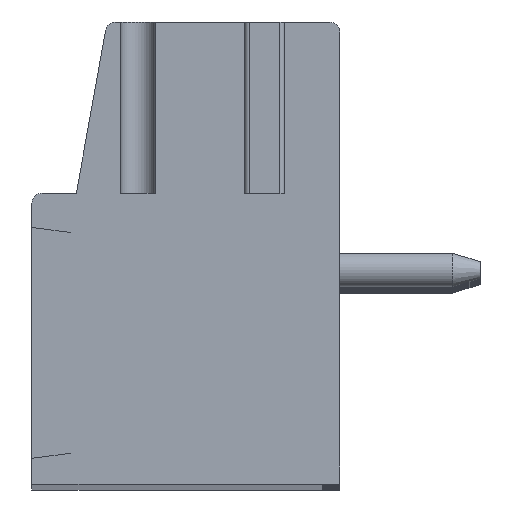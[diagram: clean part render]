
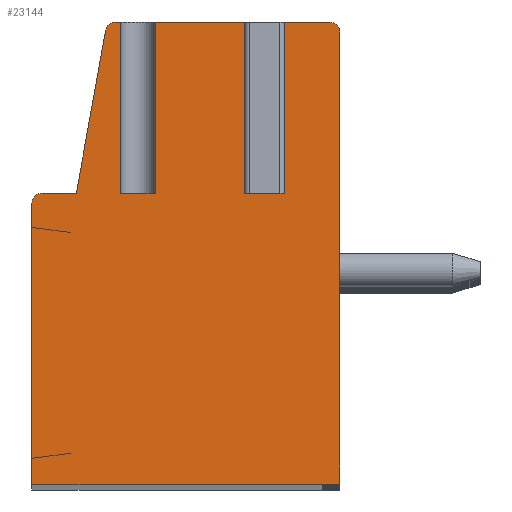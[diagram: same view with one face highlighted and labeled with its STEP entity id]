
A CAD part, top view. The second image highlights one B-rep face of the part: STEP entity #23144.
In plain terms, the highlighted planar face has unit normal (0, 0, 1).
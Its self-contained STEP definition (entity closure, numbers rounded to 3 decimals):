
#52=DIRECTION('',(1.,0.,0.));
#53=VECTOR('',#52,1.);
#54=CARTESIAN_POINT('',(-1.9,3.36,97.5));
#55=LINE('',#54,#53);
#56=DIRECTION('',(0.,1.,0.));
#57=VECTOR('',#56,5.);
#58=CARTESIAN_POINT('',(-0.9,3.36,97.5));
#59=LINE('',#58,#57);
#60=DIRECTION('',(-1.,0.,0.));
#61=VECTOR('',#60,2.8);
#62=CARTESIAN_POINT('',(1.9,8.36,97.5));
#63=LINE('',#62,#61);
#64=DIRECTION('',(0.,1.,0.));
#65=VECTOR('',#64,5.);
#66=CARTESIAN_POINT('',(1.9,3.36,97.5));
#67=LINE('',#66,#65);
#68=DIRECTION('',(1.,0.,0.));
#69=VECTOR('',#68,0.8);
#70=CARTESIAN_POINT('',(1.9,3.36,97.5));
#71=LINE('',#70,#69);
#72=DIRECTION('',(0.,1.,0.));
#73=VECTOR('',#72,5.);
#74=CARTESIAN_POINT('',(2.7,3.36,97.5));
#75=LINE('',#74,#73);
#76=DIRECTION('',(-1.,0.,0.));
#77=VECTOR('',#76,1.5);
#78=CARTESIAN_POINT('',(4.2,8.36,97.5));
#79=LINE('',#78,#77);
#80=CARTESIAN_POINT('',(4.2,8.06,97.5));
#81=DIRECTION('',(0.,0.,1.));
#82=DIRECTION('',(1.,0.,0.));
#83=AXIS2_PLACEMENT_3D('',#80,#81,#82);
#85=DIRECTION('',(0.,1.,0.));
#86=VECTOR('',#85,13.2);
#87=CARTESIAN_POINT('',(4.5,-5.14,97.5));
#88=LINE('',#87,#86);
#89=DIRECTION('',(1.,0.,0.));
#90=VECTOR('',#89,9.);
#91=CARTESIAN_POINT('',(-4.5,-5.14,97.5));
#92=LINE('',#91,#90);
#93=DIRECTION('',(0.,-1.,0.));
#94=VECTOR('',#93,8.2);
#95=CARTESIAN_POINT('',(-4.5,3.06,97.5));
#96=LINE('',#95,#94);
#97=CARTESIAN_POINT('',(-4.2,3.06,97.5));
#98=DIRECTION('',(0.,0.,1.));
#99=DIRECTION('',(0.,1.,0.));
#100=AXIS2_PLACEMENT_3D('',#97,#98,#99);
#102=DIRECTION('',(-1.,0.,0.));
#103=VECTOR('',#102,1.);
#104=CARTESIAN_POINT('',(-3.2,3.36,97.5));
#105=LINE('',#104,#103);
#106=DIRECTION('',(-0.177,-0.984,0.));
#107=VECTOR('',#106,4.829);
#108=CARTESIAN_POINT('',(-2.345,8.113,97.5));
#109=LINE('',#108,#107);
#110=CARTESIAN_POINT('',(-2.05,8.06,97.5));
#111=DIRECTION('',(0.,0.,1.));
#112=DIRECTION('',(0.,1.,0.));
#113=AXIS2_PLACEMENT_3D('',#110,#111,#112);
#115=DIRECTION('',(-1.,0.,0.));
#116=VECTOR('',#115,0.15);
#117=CARTESIAN_POINT('',(-1.9,8.36,97.5));
#118=LINE('',#117,#116);
#119=DIRECTION('',(0.,1.,0.));
#120=VECTOR('',#119,5.);
#121=CARTESIAN_POINT('',(-1.9,3.36,97.5));
#122=LINE('',#121,#120);
#17958=CARTESIAN_POINT('',(4.5,-5.14,97.5));
#17959=CARTESIAN_POINT('',(4.5,8.06,97.5));
#17960=VERTEX_POINT('',#17958);
#17961=VERTEX_POINT('',#17959);
#17962=CARTESIAN_POINT('',(4.2,8.36,97.5));
#17963=VERTEX_POINT('',#17962);
#17964=CARTESIAN_POINT('',(-2.05,8.36,97.5));
#17965=CARTESIAN_POINT('',(-2.345,8.113,97.5));
#17966=VERTEX_POINT('',#17964);
#17967=VERTEX_POINT('',#17965);
#17968=CARTESIAN_POINT('',(-3.2,3.36,97.5));
#17969=VERTEX_POINT('',#17968);
#17970=CARTESIAN_POINT('',(-4.2,3.36,97.5));
#17971=VERTEX_POINT('',#17970);
#17972=CARTESIAN_POINT('',(-4.5,3.06,97.5));
#17973=VERTEX_POINT('',#17972);
#17974=CARTESIAN_POINT('',(-4.5,-5.14,97.5));
#17975=VERTEX_POINT('',#17974);
#18263=CARTESIAN_POINT('',(1.9,3.36,97.5));
#18264=CARTESIAN_POINT('',(2.7,3.36,97.5));
#18265=VERTEX_POINT('',#18263);
#18266=VERTEX_POINT('',#18264);
#18267=CARTESIAN_POINT('',(2.7,8.36,97.5));
#18268=VERTEX_POINT('',#18267);
#18269=CARTESIAN_POINT('',(1.9,8.36,97.5));
#18270=VERTEX_POINT('',#18269);
#18291=CARTESIAN_POINT('',(-1.9,3.36,97.5));
#18292=CARTESIAN_POINT('',(-0.9,3.36,97.5));
#18293=VERTEX_POINT('',#18291);
#18294=VERTEX_POINT('',#18292);
#18295=CARTESIAN_POINT('',(-0.9,8.36,97.5));
#18296=VERTEX_POINT('',#18295);
#18297=CARTESIAN_POINT('',(-1.9,8.36,97.5));
#18298=VERTEX_POINT('',#18297);
#23103=CARTESIAN_POINT('',(0.,0.,97.5));
#23104=DIRECTION('',(0.,0.,1.));
#23105=DIRECTION('',(1.,0.,0.));
#23106=AXIS2_PLACEMENT_3D('',#23103,#23104,#23105);
#23107=PLANE('',#23106);
#23109=ORIENTED_EDGE('',*,*,#23108,.T.);
#23111=ORIENTED_EDGE('',*,*,#23110,.T.);
#23113=ORIENTED_EDGE('',*,*,#23112,.F.);
#23115=ORIENTED_EDGE('',*,*,#23114,.F.);
#23117=ORIENTED_EDGE('',*,*,#23116,.T.);
#23119=ORIENTED_EDGE('',*,*,#23118,.T.);
#23121=ORIENTED_EDGE('',*,*,#23120,.F.);
#23123=ORIENTED_EDGE('',*,*,#23122,.F.);
#23125=ORIENTED_EDGE('',*,*,#23124,.F.);
#23127=ORIENTED_EDGE('',*,*,#23126,.F.);
#23129=ORIENTED_EDGE('',*,*,#23128,.F.);
#23131=ORIENTED_EDGE('',*,*,#23130,.F.);
#23133=ORIENTED_EDGE('',*,*,#23132,.F.);
#23135=ORIENTED_EDGE('',*,*,#23134,.F.);
#23137=ORIENTED_EDGE('',*,*,#23136,.F.);
#23139=ORIENTED_EDGE('',*,*,#23138,.F.);
#23141=ORIENTED_EDGE('',*,*,#23140,.F.);
#23142=EDGE_LOOP('',(#23109,#23111,#23113,#23115,#23117,#23119,#23121,#23123,
#23125,#23127,#23129,#23131,#23133,#23135,#23137,#23139,#23141));
#23143=FACE_OUTER_BOUND('',#23142,.F.);
#84=CIRCLE('',#83,0.3);
#101=CIRCLE('',#100,0.3);
#114=CIRCLE('',#113,0.3);
#23108=EDGE_CURVE('',#18293,#18294,#55,.T.);
#23110=EDGE_CURVE('',#18294,#18296,#59,.T.);
#23112=EDGE_CURVE('',#18270,#18296,#63,.T.);
#23114=EDGE_CURVE('',#18265,#18270,#67,.T.);
#23116=EDGE_CURVE('',#18265,#18266,#71,.T.);
#23118=EDGE_CURVE('',#18266,#18268,#75,.T.);
#23120=EDGE_CURVE('',#17963,#18268,#79,.T.);
#23122=EDGE_CURVE('',#17961,#17963,#84,.T.);
#23124=EDGE_CURVE('',#17960,#17961,#88,.T.);
#23126=EDGE_CURVE('',#17975,#17960,#92,.T.);
#23128=EDGE_CURVE('',#17973,#17975,#96,.T.);
#23130=EDGE_CURVE('',#17971,#17973,#101,.T.);
#23132=EDGE_CURVE('',#17969,#17971,#105,.T.);
#23134=EDGE_CURVE('',#17967,#17969,#109,.T.);
#23136=EDGE_CURVE('',#17966,#17967,#114,.T.);
#23138=EDGE_CURVE('',#18298,#17966,#118,.T.);
#23140=EDGE_CURVE('',#18293,#18298,#122,.T.);
#23144=ADVANCED_FACE('',(#23143),#23107,.T.);
